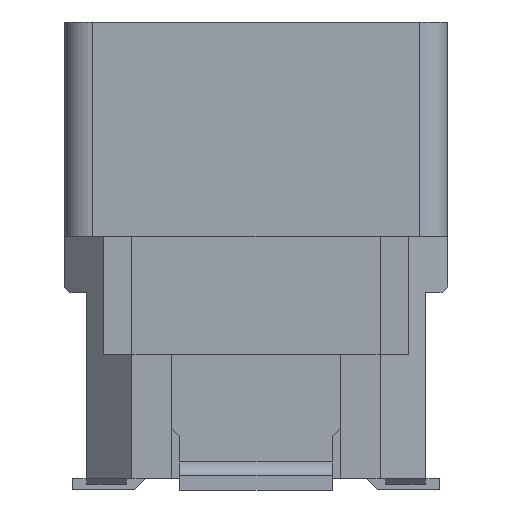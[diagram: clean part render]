
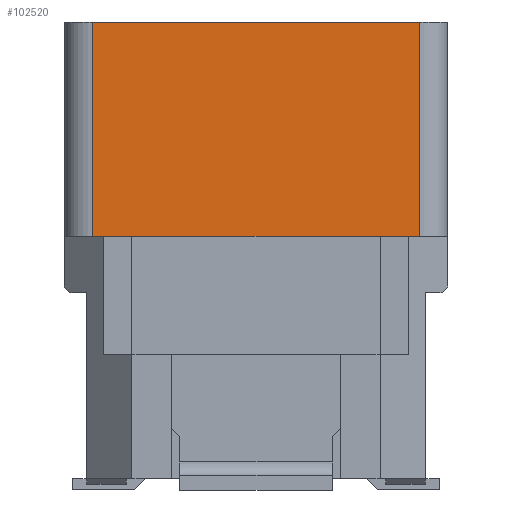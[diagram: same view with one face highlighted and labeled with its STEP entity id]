
A CAD part, left-side view. The second image highlights one B-rep face of the part: STEP entity #102520.
In plain terms, the highlighted planar face has unit normal (-1, 0, 0).
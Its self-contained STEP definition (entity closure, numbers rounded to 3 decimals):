
#91160=CARTESIAN_POINT('',(36.215,-87.1,
3.2));
#91170=VERTEX_POINT('',#91160);
#91200=CARTESIAN_POINT('',(36.215,-89.086,
3.2));
#91210=DIRECTION('',(0.,1.,0.));
#91220=VECTOR('',#91210,1.);
#91230=LINE('',#91200,#91220);
#91240=CARTESIAN_POINT('',(36.215,-92.9,
3.2));
#91250=VERTEX_POINT('',#91240);
#91260=EDGE_CURVE('',#91250,#91170,#91230,.T.);
#93070=CARTESIAN_POINT('',(36.215,-92.9,
7.));
#93080=VERTEX_POINT('',#93070);
#93110=CARTESIAN_POINT('',(36.215,-89.086,
7.));
#93120=DIRECTION('',(0.,-1.,0.));
#93130=VECTOR('',#93120,1.);
#93140=LINE('',#93110,#93130);
#93150=CARTESIAN_POINT('',(36.215,-87.1,
7.));
#93160=VERTEX_POINT('',#93150);
#93170=EDGE_CURVE('',#93160,#93080,#93140,.T.);
#102270=CARTESIAN_POINT('',(36.215,-92.9,
0.2));
#102280=DIRECTION('',(0.,0.,1.));
#102290=VECTOR('',#102280,1.);
#102300=LINE('',#102270,#102290);
#102310=EDGE_CURVE('',#91250,#93080,#102300,.T.);
#102360=CARTESIAN_POINT('',(36.215,-90.668,
0.867));
#102370=DIRECTION('',(-1.,0.,0.));
#102380=DIRECTION('',(0.,1.,0.));
#102390=AXIS2_PLACEMENT_3D('',#102360,#102370,#102380);
#102400=PLANE('',#102390);
#102410=ORIENTED_EDGE('',*,*,#102310,.T.);
#102420=ORIENTED_EDGE('',*,*,#91260,.F.);
#102430=CARTESIAN_POINT('',(36.215,-87.1,
0.2));
#102440=DIRECTION('',(0.,0.,-1.));
#102450=VECTOR('',#102440,1.);
#102460=LINE('',#102430,#102450);
#102470=EDGE_CURVE('',#93160,#91170,#102460,.T.);
#102480=ORIENTED_EDGE('',*,*,#102470,.T.);
#102490=ORIENTED_EDGE('',*,*,#93170,.F.);
#102500=EDGE_LOOP('',(#102490,#102480,#102420,#102410));
#102510=FACE_OUTER_BOUND('',#102500,.T.);
#102520=ADVANCED_FACE('',(#102510),#102400,.T.);
